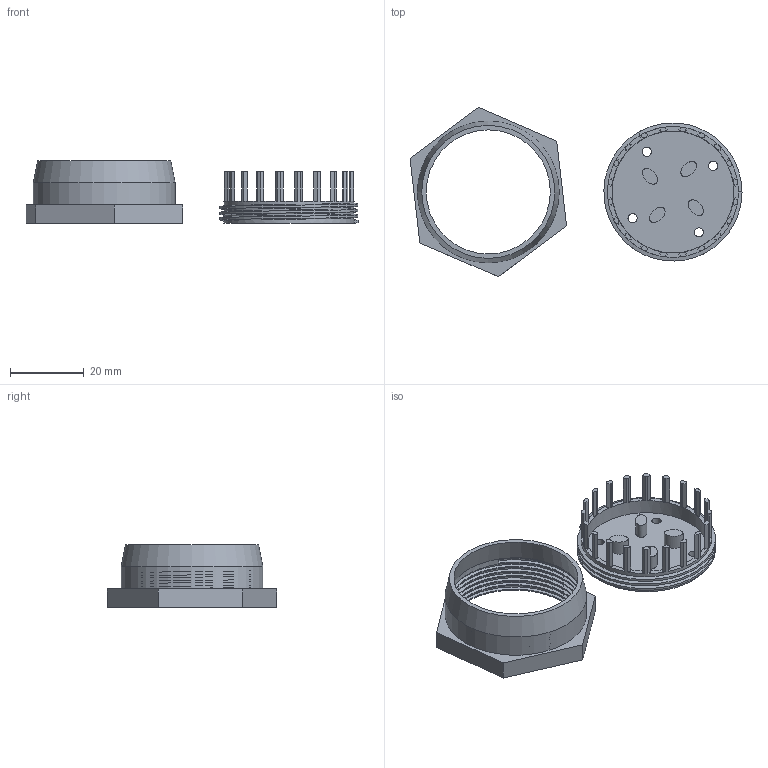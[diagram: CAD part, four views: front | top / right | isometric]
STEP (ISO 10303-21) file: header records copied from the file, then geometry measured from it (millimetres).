
FILE_DESCRIPTION(('FreeCAD Model'),'2;1');
FILE_NAME('Open CASCADE Shape Model','2023-12-07T23:37:01',(''),(''), 'Open CASCADE STEP processor 7.6','FreeCAD','Unknown');
FILE_SCHEMA(('AUTOMOTIVE_DESIGN { 1 0 10303 214 1 1 1 1 }'));
Length unit declared in the file: millimetre
Products named in the file (3): gland_petg; Body001; Body
Assembly tree (2 placements, depth 2):
  gland_petg
    Body001
    Body
Bounding box: 89.9 x 45.88 x 17 mm (x, y, z)
Volume: 5991.2 mm3; surface area: 10631.9 mm2
Topology: 2 solids, 2 shells, 206 faces, 536 edges, 343 vertices
Faces by surface type: plane 144, bspline 36, cylinder 20, extrusion 4, cone 2
Full cylindrical faces by diameter (mm): 2.5 x4, 33 x1, 35.4 x4, 36 x6, 38.4 x1
Entity records: 11188 total; most frequent: CARTESIAN_POINT 6256, ORIENTED_EDGE 1072, DIRECTION 898, EDGE_CURVE 536, VERTEX_POINT 343, VECTOR 332, LINE 328, AXIS2_PLACEMENT_3D 283
